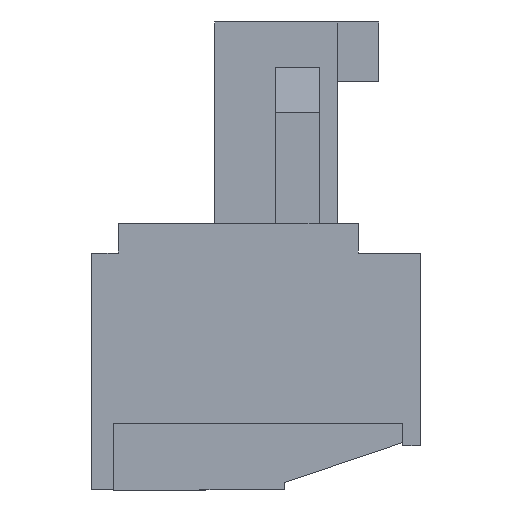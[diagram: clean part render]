
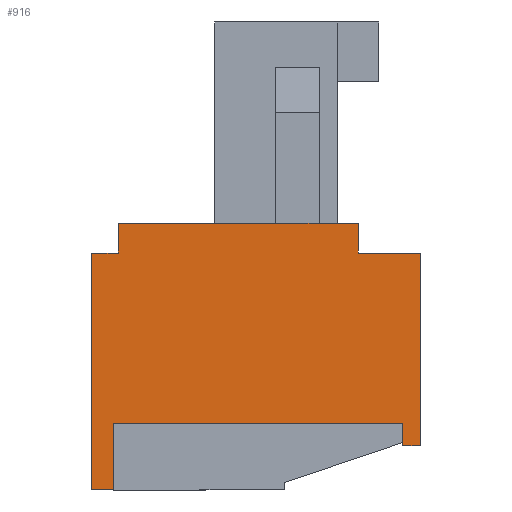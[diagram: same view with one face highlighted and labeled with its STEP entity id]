
A CAD part, left-side view. The second image highlights one B-rep face of the part: STEP entity #916.
In plain terms, the highlighted planar face has unit normal (-1, 0, 0).
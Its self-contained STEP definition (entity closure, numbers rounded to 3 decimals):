
#916 = ADVANCED_FACE( '', ( #2069 ), #2070, .F. );
#2069 = FACE_OUTER_BOUND( '', #3573, .T. );
#2070 = PLANE( '', #3574 );
#3573 = EDGE_LOOP( '', ( #5787, #5788, #5789, #5790, #5791, #5792, #5793, #5794, #5795, #5796, #5797, #5798 ) );
#3574 = AXIS2_PLACEMENT_3D( '', #5799, #5800, #5801 );
#5787 = ORIENTED_EDGE( '', *, *, #9622, .F. );
#5788 = ORIENTED_EDGE( '', *, *, #9120, .F. );
#5789 = ORIENTED_EDGE( '', *, *, #9623, .F. );
#5790 = ORIENTED_EDGE( '', *, *, #9624, .F. );
#5791 = ORIENTED_EDGE( '', *, *, #9074, .F. );
#5792 = ORIENTED_EDGE( '', *, *, #9625, .F. );
#5793 = ORIENTED_EDGE( '', *, *, #9626, .F. );
#5794 = ORIENTED_EDGE( '', *, *, #9627, .F. );
#5795 = ORIENTED_EDGE( '', *, *, #9628, .F. );
#5796 = ORIENTED_EDGE( '', *, *, #9629, .F. );
#5797 = ORIENTED_EDGE( '', *, *, #9630, .F. );
#5798 = ORIENTED_EDGE( '', *, *, #9631, .F. );
#5799 = CARTESIAN_POINT( '', ( -9.525, 0., 0. ) );
#5800 = DIRECTION( '', ( 1., 0., 0. ) );
#5801 = DIRECTION( '', ( 0., 0., -1. ) );
#9074 = EDGE_CURVE( '', #10846, #10829, #10848, .T. );
#9120 = EDGE_CURVE( '', #10924, #10926, #10927, .T. );
#9622 = EDGE_CURVE( '', #10926, #11779, #11780, .T. );
#9623 = EDGE_CURVE( '', #11781, #10924, #11782, .T. );
#9624 = EDGE_CURVE( '', #10829, #11781, #11783, .T. );
#9625 = EDGE_CURVE( '', #11784, #10846, #11785, .T. );
#9626 = EDGE_CURVE( '', #11786, #11784, #11787, .T. );
#9627 = EDGE_CURVE( '', #11788, #11786, #11789, .T. );
#9628 = EDGE_CURVE( '', #11790, #11788, #11791, .T. );
#9629 = EDGE_CURVE( '', #11792, #11790, #11793, .T. );
#9630 = EDGE_CURVE( '', #11794, #11792, #11795, .T. );
#9631 = EDGE_CURVE( '', #11779, #11794, #11796, .T. );
#10829 = VERTEX_POINT( '', #13394 );
#10846 = VERTEX_POINT( '', #13420 );
#10848 = LINE( '', #13423, #13424 );
#10924 = VERTEX_POINT( '', #13530 );
#10926 = VERTEX_POINT( '', #13533 );
#10927 = LINE( '', #13534, #13535 );
#11779 = VERTEX_POINT( '', #14777 );
#11780 = LINE( '', #14778, #14779 );
#11781 = VERTEX_POINT( '', #14780 );
#11782 = LINE( '', #14781, #14782 );
#11783 = LINE( '', #14783, #14784 );
#11784 = VERTEX_POINT( '', #14785 );
#11785 = LINE( '', #14786, #14787 );
#11786 = VERTEX_POINT( '', #14788 );
#11787 = LINE( '', #14789, #14790 );
#11788 = VERTEX_POINT( '', #14791 );
#11789 = LINE( '', #14792, #14793 );
#11790 = VERTEX_POINT( '', #14794 );
#11791 = LINE( '', #14795, #14796 );
#11792 = VERTEX_POINT( '', #14797 );
#11793 = LINE( '', #14798, #14799 );
#11794 = VERTEX_POINT( '', #14800 );
#11795 = LINE( '', #14801, #14802 );
#11796 = LINE( '', #14803, #14804 );
#13394 = CARTESIAN_POINT( '', ( -9.525, 4.05, 4. ) );
#13420 = CARTESIAN_POINT( '', ( -9.525, 4.95, 4. ) );
#13423 = CARTESIAN_POINT( '', ( -9.525, 4.95, 4. ) );
#13424 = VECTOR( '', #16780, 1000. );
#13530 = CARTESIAN_POINT( '', ( -9.525, -4.05, 5. ) );
#13533 = CARTESIAN_POINT( '', ( -9.525, -4.05, 4. ) );
#13534 = CARTESIAN_POINT( '', ( -9.525, -4.05, 5. ) );
#13535 = VECTOR( '', #16824, 1000. );
#14777 = CARTESIAN_POINT( '', ( -9.525, -6.15, 4. ) );
#14778 = CARTESIAN_POINT( '', ( -9.525, -4.05, 4. ) );
#14779 = VECTOR( '', #17310, 1000. );
#14780 = CARTESIAN_POINT( '', ( -9.525, 4.05, 5. ) );
#14781 = CARTESIAN_POINT( '', ( -9.525, 4.05, 5. ) );
#14782 = VECTOR( '', #17311, 1000. );
#14783 = CARTESIAN_POINT( '', ( -9.525, 4.05, 4. ) );
#14784 = VECTOR( '', #17312, 1000. );
#14785 = CARTESIAN_POINT( '', ( -9.525, 4.95, -4. ) );
#14786 = CARTESIAN_POINT( '', ( -9.525, 4.95, -4. ) );
#14787 = VECTOR( '', #17313, 1000. );
#14788 = CARTESIAN_POINT( '', ( -9.525, 4.2, -4. ) );
#14789 = CARTESIAN_POINT( '', ( -9.525, 4.2, -4. ) );
#14790 = VECTOR( '', #17314, 1000. );
#14791 = CARTESIAN_POINT( '', ( -9.525, 4.2, -1.75 ) );
#14792 = CARTESIAN_POINT( '', ( -9.525, 4.2, -1.75 ) );
#14793 = VECTOR( '', #17315, 1000. );
#14794 = CARTESIAN_POINT( '', ( -9.525, -5.55, -1.75 ) );
#14795 = CARTESIAN_POINT( '', ( -9.525, -5.55, -1.75 ) );
#14796 = VECTOR( '', #17316, 1000. );
#14797 = CARTESIAN_POINT( '', ( -9.525, -5.55, -2.5 ) );
#14798 = CARTESIAN_POINT( '', ( -9.525, -5.55, -2.5 ) );
#14799 = VECTOR( '', #17317, 1000. );
#14800 = CARTESIAN_POINT( '', ( -9.525, -6.15, -2.5 ) );
#14801 = CARTESIAN_POINT( '', ( -9.525, -6.15, -2.5 ) );
#14802 = VECTOR( '', #17318, 1000. );
#14803 = CARTESIAN_POINT( '', ( -9.525, -6.15, 4. ) );
#14804 = VECTOR( '', #17319, 1000. );
#16780 = DIRECTION( '', ( 0., -1., 0. ) );
#16824 = DIRECTION( '', ( 0., 0., -1. ) );
#17310 = DIRECTION( '', ( 0., -1., 0. ) );
#17311 = DIRECTION( '', ( 0., -1., 0. ) );
#17312 = DIRECTION( '', ( 0., 0., 1. ) );
#17313 = DIRECTION( '', ( 0., 0., 1. ) );
#17314 = DIRECTION( '', ( 0., 1., 0. ) );
#17315 = DIRECTION( '', ( 0., 0., -1. ) );
#17316 = DIRECTION( '', ( 0., 1., 0. ) );
#17317 = DIRECTION( '', ( 0., 0., 1. ) );
#17318 = DIRECTION( '', ( 0., 1., 0. ) );
#17319 = DIRECTION( '', ( 0., 0., -1. ) );
